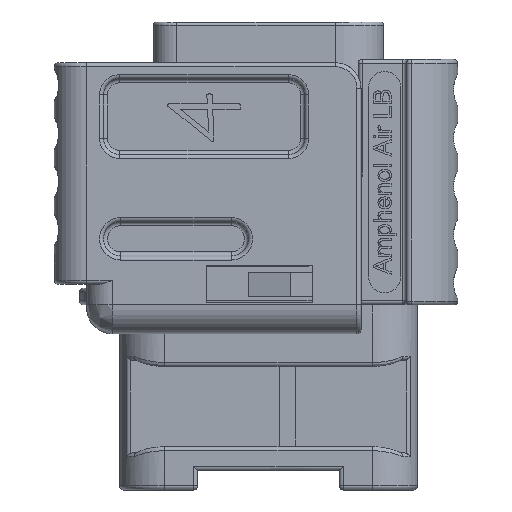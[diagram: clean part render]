
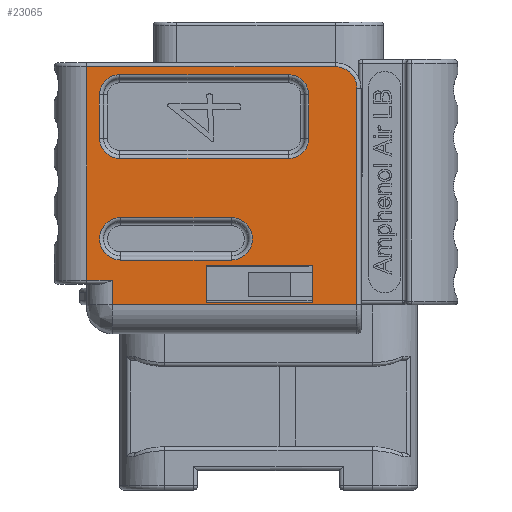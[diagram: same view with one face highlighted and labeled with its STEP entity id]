
A CAD part, left-side view. The second image highlights one B-rep face of the part: STEP entity #23065.
In plain terms, the highlighted planar face has unit normal (-1, 0, 0).
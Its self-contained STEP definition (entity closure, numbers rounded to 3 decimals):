
#696=DIRECTION('',(0.,0.,-1.));
#697=VECTOR('',#696,1.53);
#698=CARTESIAN_POINT('',(-13.75,9.7,1.53));
#699=LINE('',#698,#697);
#725=DIRECTION('',(0.,0.,-1.));
#726=VECTOR('',#725,13.27);
#727=CARTESIAN_POINT('',(-13.75,11.3,14.8));
#728=LINE('',#727,#726);
#1240=DIRECTION('',(0.,0.,-1.));
#1241=VECTOR('',#1240,13.45);
#1242=CARTESIAN_POINT('',(-13.75,-5.5,13.45));
#1243=LINE('',#1242,#1241);
#1244=DIRECTION('',(0.,-1.,0.));
#1245=VECTOR('',#1244,15.2);
#1246=CARTESIAN_POINT('',(-13.75,9.7,0.));
#1247=LINE('',#1246,#1245);
#1248=DIRECTION('',(0.,-1.,0.));
#1249=VECTOR('',#1248,1.6);
#1250=CARTESIAN_POINT('',(-13.75,11.3,1.53));
#1251=LINE('',#1250,#1249);
#1252=DIRECTION('',(0.,-1.,0.));
#1253=VECTOR('',#1252,15.45);
#1254=CARTESIAN_POINT('',(-13.75,11.3,14.8));
#1255=LINE('',#1254,#1253);
#1256=CARTESIAN_POINT('',(-13.75,-4.15,13.45));
#1257=DIRECTION('',(1.,0.,0.));
#1258=DIRECTION('',(0.,0.,1.));
#1259=AXIS2_PLACEMENT_3D('',#1256,#1257,#1258);
#1261=DIRECTION('',(0.,0.,-1.));
#1262=VECTOR('',#1261,2.3);
#1263=CARTESIAN_POINT('',(-13.75,-2.75,2.45));
#1264=LINE('',#1263,#1262);
#1265=DIRECTION('',(0.,-1.,0.));
#1266=VECTOR('',#1265,6.6);
#1267=CARTESIAN_POINT('',(-13.75,3.85,2.45));
#1268=LINE('',#1267,#1266);
#1269=DIRECTION('',(0.,0.,1.));
#1270=VECTOR('',#1269,2.3);
#1271=CARTESIAN_POINT('',(-13.75,3.85,0.15));
#1272=LINE('',#1271,#1270);
#1273=DIRECTION('',(0.,1.,0.));
#1274=VECTOR('',#1273,6.6);
#1275=CARTESIAN_POINT('',(-13.75,-2.75,0.15));
#1276=LINE('',#1275,#1274);
#1277=CARTESIAN_POINT('',(-13.75,9.25,10.35));
#1278=DIRECTION('',(1.,0.,0.));
#1279=DIRECTION('',(0.,0.,-1.));
#1280=AXIS2_PLACEMENT_3D('',#1277,#1278,#1279);
#1282=DIRECTION('',(0.,1.,0.));
#1283=VECTOR('',#1282,10.5);
#1284=CARTESIAN_POINT('',(-13.75,-1.25,9.1));
#1285=LINE('',#1284,#1283);
#1286=CARTESIAN_POINT('',(-13.75,-1.25,10.35));
#1287=DIRECTION('',(1.,0.,0.));
#1288=DIRECTION('',(0.,-1.,0.));
#1289=AXIS2_PLACEMENT_3D('',#1286,#1287,#1288);
#1291=DIRECTION('',(0.,0.,-1.));
#1292=VECTOR('',#1291,2.7);
#1293=CARTESIAN_POINT('',(-13.75,-2.5,13.05));
#1294=LINE('',#1293,#1292);
#1295=CARTESIAN_POINT('',(-13.75,-1.25,13.05));
#1296=DIRECTION('',(1.,0.,0.));
#1297=DIRECTION('',(0.,0.,1.));
#1298=AXIS2_PLACEMENT_3D('',#1295,#1296,#1297);
#1300=DIRECTION('',(0.,-1.,0.));
#1301=VECTOR('',#1300,10.5);
#1302=CARTESIAN_POINT('',(-13.75,9.25,14.3));
#1303=LINE('',#1302,#1301);
#1304=CARTESIAN_POINT('',(-13.75,9.25,13.05));
#1305=DIRECTION('',(1.,0.,0.));
#1306=DIRECTION('',(0.,1.,0.));
#1307=AXIS2_PLACEMENT_3D('',#1304,#1305,#1306);
#1309=DIRECTION('',(0.,0.,1.));
#1310=VECTOR('',#1309,2.7);
#1311=CARTESIAN_POINT('',(-13.75,10.5,10.35));
#1312=LINE('',#1311,#1310);
#1313=DIRECTION('',(0.,-1.,0.));
#1314=VECTOR('',#1313,6.86);
#1315=CARTESIAN_POINT('',(-13.75,9.18,2.79));
#1316=LINE('',#1315,#1314);
#1317=CARTESIAN_POINT('',(-13.75,2.32,4.11));
#1318=DIRECTION('',(-1.,0.,0.));
#1319=DIRECTION('',(0.,0.,-1.));
#1320=AXIS2_PLACEMENT_3D('',#1317,#1318,#1319);
#1322=DIRECTION('',(0.,1.,0.));
#1323=VECTOR('',#1322,6.86);
#1324=CARTESIAN_POINT('',(-13.75,2.32,5.43));
#1325=LINE('',#1324,#1323);
#1326=CARTESIAN_POINT('',(-13.75,9.18,4.11));
#1327=DIRECTION('',(-1.,0.,0.));
#1328=DIRECTION('',(0.,0.,1.));
#1329=AXIS2_PLACEMENT_3D('',#1326,#1327,#1328);
#20754=CARTESIAN_POINT('',(-13.75,9.7,0.));
#20756=VERTEX_POINT('',#20754);
#20770=CARTESIAN_POINT('',(-13.75,-2.75,2.45));
#20771=CARTESIAN_POINT('',(-13.75,-2.75,0.15));
#20772=VERTEX_POINT('',#20770);
#20773=VERTEX_POINT('',#20771);
#20774=CARTESIAN_POINT('',(-13.75,3.85,0.15));
#20775=VERTEX_POINT('',#20774);
#20776=CARTESIAN_POINT('',(-13.75,3.85,2.45));
#20777=VERTEX_POINT('',#20776);
#20786=CARTESIAN_POINT('',(-13.75,11.3,1.53));
#20787=CARTESIAN_POINT('',(-13.75,9.7,1.53));
#20788=VERTEX_POINT('',#20786);
#20789=VERTEX_POINT('',#20787);
#20934=CARTESIAN_POINT('',(-13.75,9.25,9.1));
#20935=CARTESIAN_POINT('',(-13.75,10.5,10.35));
#20936=VERTEX_POINT('',#20934);
#20937=VERTEX_POINT('',#20935);
#20942=CARTESIAN_POINT('',(-13.75,10.5,13.05));
#20943=VERTEX_POINT('',#20942);
#20946=CARTESIAN_POINT('',(-13.75,9.25,14.3));
#20947=VERTEX_POINT('',#20946);
#20950=CARTESIAN_POINT('',(-13.75,-1.25,14.3));
#20951=VERTEX_POINT('',#20950);
#20954=CARTESIAN_POINT('',(-13.75,-2.5,13.05));
#20955=VERTEX_POINT('',#20954);
#20958=CARTESIAN_POINT('',(-13.75,-2.5,10.35));
#20959=VERTEX_POINT('',#20958);
#20962=CARTESIAN_POINT('',(-13.75,-1.25,9.1));
#20963=VERTEX_POINT('',#20962);
#21057=CARTESIAN_POINT('',(-13.75,-5.5,0.));
#21059=VERTEX_POINT('',#21057);
#21063=CARTESIAN_POINT('',(-13.75,-5.5,13.45));
#21064=VERTEX_POINT('',#21063);
#21067=CARTESIAN_POINT('',(-13.75,-4.15,14.8));
#21068=VERTEX_POINT('',#21067);
#21071=CARTESIAN_POINT('',(-13.75,11.3,14.8));
#21072=VERTEX_POINT('',#21071);
#21395=CARTESIAN_POINT('',(-13.75,9.18,2.79));
#21396=CARTESIAN_POINT('',(-13.75,2.32,2.79));
#21397=VERTEX_POINT('',#21395);
#21398=VERTEX_POINT('',#21396);
#21401=CARTESIAN_POINT('',(-13.75,2.32,5.43));
#21402=VERTEX_POINT('',#21401);
#21405=CARTESIAN_POINT('',(-13.75,9.18,5.43));
#21406=VERTEX_POINT('',#21405);
#23013=CARTESIAN_POINT('',(-13.75,11.25,15.05));
#23014=DIRECTION('',(-1.,0.,0.));
#23015=DIRECTION('',(0.,1.,0.));
#23016=AXIS2_PLACEMENT_3D('',#23013,#23014,#23015);
#23017=PLANE('',#23016);
#23019=ORIENTED_EDGE('',*,*,#23018,.T.);
#23020=ORIENTED_EDGE('',*,*,#22984,.F.);
#23021=ORIENTED_EDGE('',*,*,#22467,.F.);
#23022=ORIENTED_EDGE('',*,*,#22483,.F.);
#23023=ORIENTED_EDGE('',*,*,#22510,.F.);
#23025=ORIENTED_EDGE('',*,*,#23024,.T.);
#23027=ORIENTED_EDGE('',*,*,#23026,.T.);
#23028=EDGE_LOOP('',(#23019,#23020,#23021,#23022,#23023,#23025,#23027));
#23029=FACE_OUTER_BOUND('',#23028,.F.);
#23030=ORIENTED_EDGE('',*,*,#22674,.F.);
#23031=ORIENTED_EDGE('',*,*,#22698,.F.);
#23032=ORIENTED_EDGE('',*,*,#22714,.F.);
#23034=ORIENTED_EDGE('',*,*,#23033,.F.);
#23035=EDGE_LOOP('',(#23030,#23031,#23032,#23034));
#23036=FACE_BOUND('',#23035,.F.);
#23038=ORIENTED_EDGE('',*,*,#23037,.F.);
#23040=ORIENTED_EDGE('',*,*,#23039,.F.);
#23042=ORIENTED_EDGE('',*,*,#23041,.F.);
#23044=ORIENTED_EDGE('',*,*,#23043,.F.);
#23046=ORIENTED_EDGE('',*,*,#23045,.F.);
#23048=ORIENTED_EDGE('',*,*,#23047,.F.);
#23050=ORIENTED_EDGE('',*,*,#23049,.F.);
#23052=ORIENTED_EDGE('',*,*,#23051,.F.);
#23053=EDGE_LOOP('',(#23038,#23040,#23042,#23044,#23046,#23048,#23050,#23052));
#23054=FACE_BOUND('',#23053,.F.);
#23056=ORIENTED_EDGE('',*,*,#23055,.T.);
#23058=ORIENTED_EDGE('',*,*,#23057,.T.);
#23060=ORIENTED_EDGE('',*,*,#23059,.T.);
#23062=ORIENTED_EDGE('',*,*,#23061,.T.);
#23063=EDGE_LOOP('',(#23056,#23058,#23060,#23062));
#23064=FACE_BOUND('',#23063,.F.);
#23065=ADVANCED_FACE('',(#23029,#23036,#23054,#23064),#23017,.T.);
#1260=CIRCLE('',#1259,1.35);
#1281=CIRCLE('',#1280,1.25);
#1290=CIRCLE('',#1289,1.25);
#1299=CIRCLE('',#1298,1.25);
#1308=CIRCLE('',#1307,1.25);
#1321=CIRCLE('',#1320,1.32);
#1330=CIRCLE('',#1329,1.32);
#22467=EDGE_CURVE('',#20789,#20756,#699,.T.);
#22483=EDGE_CURVE('',#20788,#20789,#1251,.T.);
#22510=EDGE_CURVE('',#21072,#20788,#728,.T.);
#22674=EDGE_CURVE('',#20772,#20773,#1264,.T.);
#22698=EDGE_CURVE('',#20777,#20772,#1268,.T.);
#22714=EDGE_CURVE('',#20775,#20777,#1272,.T.);
#22984=EDGE_CURVE('',#20756,#21059,#1247,.T.);
#23018=EDGE_CURVE('',#21064,#21059,#1243,.T.);
#23024=EDGE_CURVE('',#21072,#21068,#1255,.T.);
#23026=EDGE_CURVE('',#21068,#21064,#1260,.T.);
#23033=EDGE_CURVE('',#20773,#20775,#1276,.T.);
#23037=EDGE_CURVE('',#20936,#20937,#1281,.T.);
#23039=EDGE_CURVE('',#20963,#20936,#1285,.T.);
#23041=EDGE_CURVE('',#20959,#20963,#1290,.T.);
#23043=EDGE_CURVE('',#20955,#20959,#1294,.T.);
#23045=EDGE_CURVE('',#20951,#20955,#1299,.T.);
#23047=EDGE_CURVE('',#20947,#20951,#1303,.T.);
#23049=EDGE_CURVE('',#20943,#20947,#1308,.T.);
#23051=EDGE_CURVE('',#20937,#20943,#1312,.T.);
#23055=EDGE_CURVE('',#21397,#21398,#1316,.T.);
#23057=EDGE_CURVE('',#21398,#21402,#1321,.T.);
#23059=EDGE_CURVE('',#21402,#21406,#1325,.T.);
#23061=EDGE_CURVE('',#21406,#21397,#1330,.T.);
